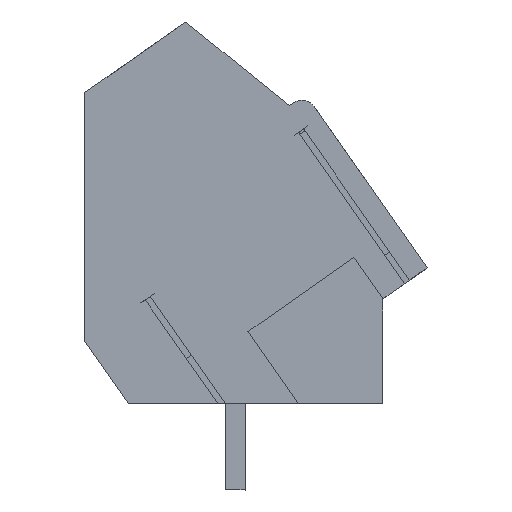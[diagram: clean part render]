
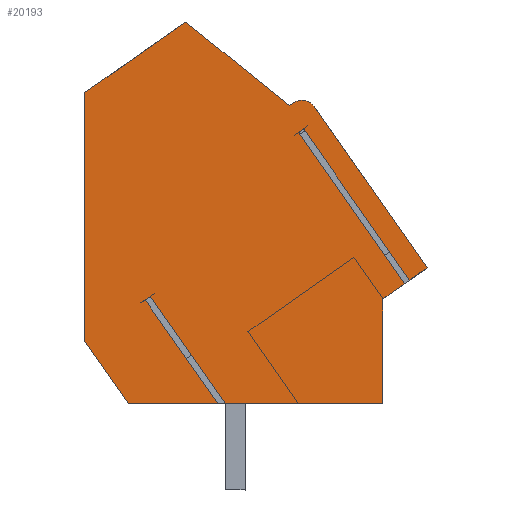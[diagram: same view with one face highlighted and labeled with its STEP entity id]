
A CAD part, left-side view. The second image highlights one B-rep face of the part: STEP entity #20193.
In plain terms, the highlighted planar face has unit normal (-1, 0, 0).
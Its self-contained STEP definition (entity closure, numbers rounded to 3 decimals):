
#18772=AXIS2_PLACEMENT_3D('Circle Axis2P3D',#18770,#18771,$) ;
#20133=AXIS2_PLACEMENT_3D('Plane Axis2P3D',#20130,#20131,#20132) ;
#18418=CARTESIAN_POINT('Vertex',(0.,1.8,3.5)) ;
#18421=CARTESIAN_POINT('Line Origine',(0.,4.996,3.5)) ;
#18425=CARTESIAN_POINT('Vertex',(0.,8.192,3.5)) ;
#18446=CARTESIAN_POINT('Vertex',(0.,8.496,3.5)) ;
#18449=CARTESIAN_POINT('Line Origine',(0.,10.312,3.5)) ;
#18453=CARTESIAN_POINT('Vertex',(0.,12.128,3.5)) ;
#18541=CARTESIAN_POINT('Line Origine',(0.,13.014,4.765)) ;
#18545=CARTESIAN_POINT('Vertex',(0.,13.9,6.03)) ;
#18566=CARTESIAN_POINT('Line Origine',(0.,13.9,11.081)) ;
#18570=CARTESIAN_POINT('Vertex',(0.,13.9,16.132)) ;
#18659=CARTESIAN_POINT('Line Origine',(0.,11.852,17.566)) ;
#18663=CARTESIAN_POINT('Vertex',(0.,9.804,19.)) ;
#18720=CARTESIAN_POINT('Line Origine',(0.,7.696,17.302)) ;
#18724=CARTESIAN_POINT('Vertex',(0.,5.588,15.604)) ;
#18745=CARTESIAN_POINT('Line Origine',(0.,5.506,15.662)) ;
#18749=CARTESIAN_POINT('Vertex',(0.,5.424,15.719)) ;
#18770=CARTESIAN_POINT('Axis2P3D Location',(0.,5.08,15.227)) ;
#18774=CARTESIAN_POINT('Vertex',(0.,4.589,15.572)) ;
#18795=CARTESIAN_POINT('Line Origine',(0.,2.294,12.295)) ;
#18799=CARTESIAN_POINT('Vertex',(0.,0.,9.018)) ;
#18888=CARTESIAN_POINT('Line Origine',(0.,0.358,8.767)) ;
#18892=CARTESIAN_POINT('Vertex',(0.,0.717,8.516)) ;
#18913=CARTESIAN_POINT('Vertex',(0.,0.921,8.373)) ;
#18916=CARTESIAN_POINT('Line Origine',(0.,1.361,8.066)) ;
#18920=CARTESIAN_POINT('Vertex',(0.,1.8,7.758)) ;
#20117=CARTESIAN_POINT('Line Origine',(0.,1.8,5.629)) ;
#20130=CARTESIAN_POINT('Axis2P3D Location',(0.,13.9,0.)) ;
#20135=CARTESIAN_POINT('Line Origine',(0.,9.972,5.608)) ;
#20139=CARTESIAN_POINT('Vertex',(0.,11.448,7.716)) ;
#20142=CARTESIAN_POINT('Line Origine',(0.,11.346,7.788)) ;
#20146=CARTESIAN_POINT('Vertex',(0.,11.244,7.859)) ;
#20149=CARTESIAN_POINT('Line Origine',(0.,9.718,5.68)) ;
#20154=CARTESIAN_POINT('Line Origine',(0.,3.072,11.445)) ;
#20158=CARTESIAN_POINT('Vertex',(0.,5.223,14.517)) ;
#20161=CARTESIAN_POINT('Line Origine',(0.,5.121,14.588)) ;
#20165=CARTESIAN_POINT('Vertex',(0.,5.019,14.66)) ;
#20168=CARTESIAN_POINT('Line Origine',(0.,2.868,11.588)) ;
#18422=DIRECTION('Vector Direction',(0.,1.,0.)) ;
#18450=DIRECTION('Vector Direction',(0.,1.,0.)) ;
#18542=DIRECTION('Vector Direction',(0.,0.574,0.819)) ;
#18567=DIRECTION('Vector Direction',(0.,0.,1.)) ;
#18660=DIRECTION('Vector Direction',(0.,-0.819,0.574)) ;
#18721=DIRECTION('Vector Direction',(0.,-0.779,-0.627)) ;
#18746=DIRECTION('Vector Direction',(0.,-0.819,0.574)) ;
#18771=DIRECTION('Axis2P3D Direction',(-1.,0.,0.)) ;
#18796=DIRECTION('Vector Direction',(0.,-0.574,-0.819)) ;
#18889=DIRECTION('Vector Direction',(0.,0.819,-0.574)) ;
#18917=DIRECTION('Vector Direction',(0.,0.819,-0.574)) ;
#20118=DIRECTION('Vector Direction',(0.,0.,-1.)) ;
#20131=DIRECTION('Axis2P3D Direction',(-1.,0.,0.)) ;
#20132=DIRECTION('Axis2P3D XDirection',(0.,-1.,0.)) ;
#20136=DIRECTION('Vector Direction',(0.,-0.574,-0.819)) ;
#20143=DIRECTION('Vector Direction',(0.,0.819,-0.574)) ;
#20150=DIRECTION('Vector Direction',(0.,-0.574,-0.819)) ;
#20155=DIRECTION('Vector Direction',(0.,-0.574,-0.819)) ;
#20162=DIRECTION('Vector Direction',(0.,0.819,-0.574)) ;
#20169=DIRECTION('Vector Direction',(0.,-0.574,-0.819)) ;
#18423=VECTOR('Line Direction',#18422,1.) ;
#18451=VECTOR('Line Direction',#18450,1.) ;
#18543=VECTOR('Line Direction',#18542,1.) ;
#18568=VECTOR('Line Direction',#18567,1.) ;
#18661=VECTOR('Line Direction',#18660,1.) ;
#18722=VECTOR('Line Direction',#18721,1.) ;
#18747=VECTOR('Line Direction',#18746,1.) ;
#18797=VECTOR('Line Direction',#18796,1.) ;
#18890=VECTOR('Line Direction',#18889,1.) ;
#18918=VECTOR('Line Direction',#18917,1.) ;
#20119=VECTOR('Line Direction',#20118,1.) ;
#20137=VECTOR('Line Direction',#20136,1.) ;
#20144=VECTOR('Line Direction',#20143,1.) ;
#20151=VECTOR('Line Direction',#20150,1.) ;
#20156=VECTOR('Line Direction',#20155,1.) ;
#20163=VECTOR('Line Direction',#20162,1.) ;
#20170=VECTOR('Line Direction',#20169,1.) ;
#20174=ORIENTED_EDGE('',*,*,#18894,.T.) ;
#20175=ORIENTED_EDGE('',*,*,#18801,.T.) ;
#20176=ORIENTED_EDGE('',*,*,#18776,.T.) ;
#20177=ORIENTED_EDGE('',*,*,#18751,.T.) ;
#20178=ORIENTED_EDGE('',*,*,#18726,.T.) ;
#20179=ORIENTED_EDGE('',*,*,#18665,.T.) ;
#20180=ORIENTED_EDGE('',*,*,#18572,.T.) ;
#20181=ORIENTED_EDGE('',*,*,#18547,.T.) ;
#20182=ORIENTED_EDGE('',*,*,#18455,.T.) ;
#20183=ORIENTED_EDGE('',*,*,#20141,.F.) ;
#20184=ORIENTED_EDGE('',*,*,#20148,.F.) ;
#20185=ORIENTED_EDGE('',*,*,#20153,.T.) ;
#20186=ORIENTED_EDGE('',*,*,#18427,.T.) ;
#20187=ORIENTED_EDGE('',*,*,#20121,.T.) ;
#20188=ORIENTED_EDGE('',*,*,#18922,.T.) ;
#20189=ORIENTED_EDGE('',*,*,#20160,.F.) ;
#20190=ORIENTED_EDGE('',*,*,#20167,.F.) ;
#20191=ORIENTED_EDGE('',*,*,#20172,.T.) ;
#20193=ADVANCED_FACE('HOUSING',(#20192),#20134,.T.) ;
#18773=CIRCLE('generated circle',#18772,0.6) ;
#18427=EDGE_CURVE('',#18426,#18419,#18424,.F.) ;
#18455=EDGE_CURVE('',#18454,#18447,#18452,.F.) ;
#18547=EDGE_CURVE('',#18546,#18454,#18544,.F.) ;
#18572=EDGE_CURVE('',#18571,#18546,#18569,.F.) ;
#18665=EDGE_CURVE('',#18664,#18571,#18662,.F.) ;
#18726=EDGE_CURVE('',#18725,#18664,#18723,.F.) ;
#18751=EDGE_CURVE('',#18750,#18725,#18748,.F.) ;
#18776=EDGE_CURVE('',#18775,#18750,#18773,.T.) ;
#18801=EDGE_CURVE('',#18800,#18775,#18798,.F.) ;
#18894=EDGE_CURVE('',#18893,#18800,#18891,.F.) ;
#18922=EDGE_CURVE('',#18921,#18914,#18919,.F.) ;
#20121=EDGE_CURVE('',#18419,#18921,#20120,.F.) ;
#20141=EDGE_CURVE('',#20140,#18447,#20138,.T.) ;
#20148=EDGE_CURVE('',#20147,#20140,#20145,.T.) ;
#20153=EDGE_CURVE('',#20147,#18426,#20152,.T.) ;
#20160=EDGE_CURVE('',#20159,#18914,#20157,.T.) ;
#20167=EDGE_CURVE('',#20166,#20159,#20164,.T.) ;
#20172=EDGE_CURVE('',#20166,#18893,#20171,.T.) ;
#20173=EDGE_LOOP('',(#20174,#20175,#20176,#20177,#20178,#20179,#20180,#20181,#20182,#20183,#20184,#20185,#20186,#20187,#20188,#20189,#20190,#20191)) ;
#20192=FACE_OUTER_BOUND('',#20173,.T.) ;
#18424=LINE('Line',#18421,#18423) ;
#18452=LINE('Line',#18449,#18451) ;
#18544=LINE('Line',#18541,#18543) ;
#18569=LINE('Line',#18566,#18568) ;
#18662=LINE('Line',#18659,#18661) ;
#18723=LINE('Line',#18720,#18722) ;
#18748=LINE('Line',#18745,#18747) ;
#18798=LINE('Line',#18795,#18797) ;
#18891=LINE('Line',#18888,#18890) ;
#18919=LINE('Line',#18916,#18918) ;
#20120=LINE('Line',#20117,#20119) ;
#20138=LINE('Line',#20135,#20137) ;
#20145=LINE('Line',#20142,#20144) ;
#20152=LINE('Line',#20149,#20151) ;
#20157=LINE('Line',#20154,#20156) ;
#20164=LINE('Line',#20161,#20163) ;
#20171=LINE('Line',#20168,#20170) ;
#20134=PLANE('',#20133) ;
#18419=VERTEX_POINT('',#18418) ;
#18426=VERTEX_POINT('',#18425) ;
#18447=VERTEX_POINT('',#18446) ;
#18454=VERTEX_POINT('',#18453) ;
#18546=VERTEX_POINT('',#18545) ;
#18571=VERTEX_POINT('',#18570) ;
#18664=VERTEX_POINT('',#18663) ;
#18725=VERTEX_POINT('',#18724) ;
#18750=VERTEX_POINT('',#18749) ;
#18775=VERTEX_POINT('',#18774) ;
#18800=VERTEX_POINT('',#18799) ;
#18893=VERTEX_POINT('',#18892) ;
#18914=VERTEX_POINT('',#18913) ;
#18921=VERTEX_POINT('',#18920) ;
#20140=VERTEX_POINT('',#20139) ;
#20147=VERTEX_POINT('',#20146) ;
#20159=VERTEX_POINT('',#20158) ;
#20166=VERTEX_POINT('',#20165) ;
